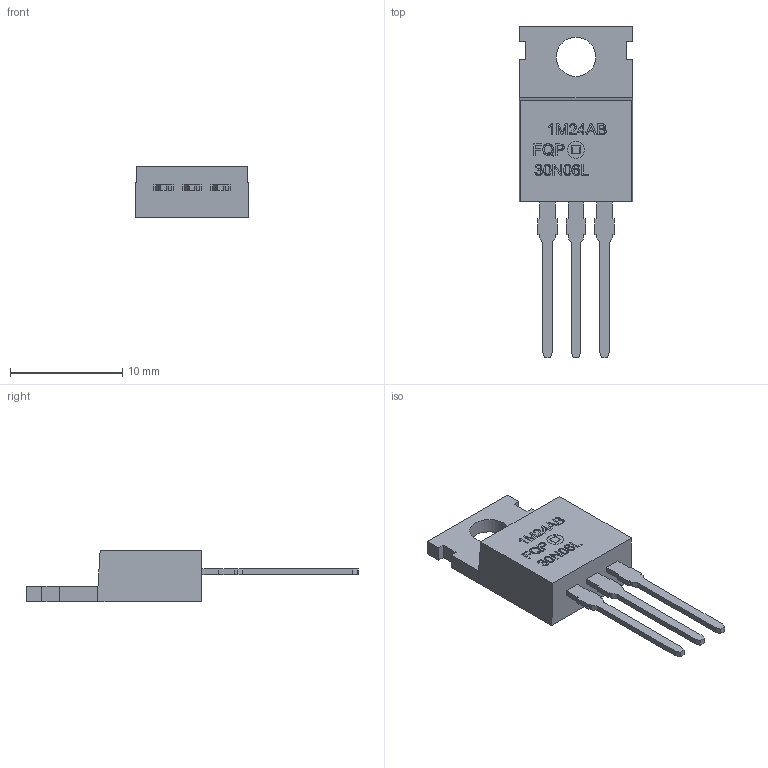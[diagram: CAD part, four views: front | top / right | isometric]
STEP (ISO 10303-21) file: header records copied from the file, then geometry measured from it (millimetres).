
FILE_DESCRIPTION(/* description */ (''),/* implementation_level */ '2;1');
FILE_NAME(/* name */ 'FQP30N06L MOSFET With Leads.step',/* time_stamp */ '2020-11-25T17:07:11-05:00',/* author */ (''),/* organization */ (''),/* preprocessor_version */ 'ST-DEVELOPER v18.1',/* originating_system */ 'Autodesk Translation Framework v9.3.0.1241',/* authorisation */ '');
FILE_SCHEMA (('AUTOMOTIVE_DESIGN { 1 0 10303 214 3 1 1 }'));
Length unit declared in the file: millimetre
Products named in the file (2): FQP30N06L MOSFET With Leads; FQP30N06L MOSFET With Leads_1
Assembly tree (1 placements, depth 2):
  FQP30N06L MOSFET With Leads
    FQP30N06L MOSFET With Leads_1
Bounding box: 10.1 x 29.54 x 4.56 mm (x, y, z)
Volume: 510.8 mm3; surface area: 625.8 mm2
Topology: 1 solids, 1 shells, 394 faces, 1084 edges, 722 vertices
Faces by surface type: plane 212, bspline 180, cylinder 2
Full cylindrical faces by diameter (mm): 1.5 x1, 3.5 x1
Entity records: 14234 total; most frequent: CARTESIAN_POINT 5263, ORIENTED_EDGE 2168, DIRECTION 1162, EDGE_CURVE 1084, VERTEX_POINT 722, LINE 720, VECTOR 720, EDGE_LOOP 426
